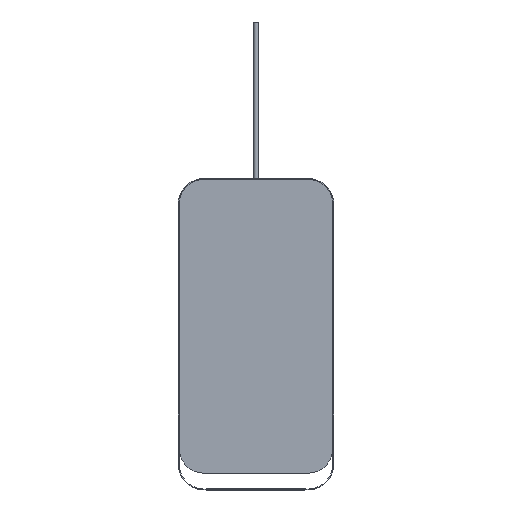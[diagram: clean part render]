
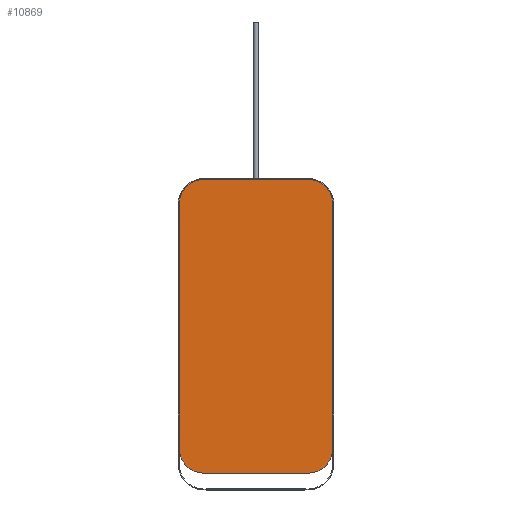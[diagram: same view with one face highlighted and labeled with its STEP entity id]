
A CAD part, front view. The second image highlights one B-rep face of the part: STEP entity #10869.
In plain terms, the highlighted planar face has unit normal (-0.002, -1, 0).
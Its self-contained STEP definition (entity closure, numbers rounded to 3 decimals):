
#75 = VERTEX_POINT ( 'NONE', #376 ) ;
#141 = CARTESIAN_POINT ( 'NONE',  ( 203.066, -232.537, 676.75 ) ) ;
#254 = LINE ( 'NONE', #141, #2187 ) ;
#376 = CARTESIAN_POINT ( 'NONE',  ( 203.066, -232.537, 625.75 ) ) ;
#390 = CARTESIAN_POINT ( 'NONE',  ( 203.066, -232.537, -157.25 ) ) ;
#490 = ORIENTED_EDGE ( 'NONE', *, *, #8454, .F. ) ;
#685 = AXIS2_PLACEMENT_3D ( 'NONE', #6687, #6998, #9351 ) ;
#876 = CARTESIAN_POINT ( 'NONE',  ( 283.066, -232.687, 625.75 ) ) ;
#970 = DIRECTION ( 'NONE',  ( -0.002, -1., 0. ) ) ;
#995 = CARTESIAN_POINT ( 'NONE',  ( 616.965, -233.313, 705.75 ) ) ;
#1171 = VERTEX_POINT ( 'NONE', #2482 ) ;
#1233 = DIRECTION ( 'NONE',  ( 1., -0.002, 0. ) ) ;
#1623 = FACE_OUTER_BOUND ( 'NONE', #4142, .T. ) ;
#1728 = VECTOR ( 'NONE', #3049, 1000. ) ;
#1930 = DIRECTION ( 'NONE',  ( 1., -0.002, 0. ) ) ;
#2187 = VECTOR ( 'NONE', #9041, 1000. ) ;
#2228 = LINE ( 'NONE', #8512, #1728 ) ;
#2456 = CARTESIAN_POINT ( 'NONE',  ( 283.066, -232.687, -157.25 ) ) ;
#2482 = CARTESIAN_POINT ( 'NONE',  ( 696.965, -233.463, 625.75 ) ) ;
#2499 = DIRECTION ( 'NONE',  ( 0., 0., -1. ) ) ;
#2618 = CIRCLE ( 'NONE', #3928, 80. ) ;
#2911 = CIRCLE ( 'NONE', #7407, 80. ) ;
#3005 = EDGE_CURVE ( 'NONE', #7232, #6790, #8350, .T. ) ;
#3049 = DIRECTION ( 'NONE',  ( 1., -0.002, 0. ) ) ;
#3640 = CARTESIAN_POINT ( 'NONE',  ( 283.066, -232.687, 705.75 ) ) ;
#3677 = ORIENTED_EDGE ( 'NONE', *, *, #3744, .F. ) ;
#3744 = EDGE_CURVE ( 'NONE', #1171, #10167, #10945, .T. ) ;
#3894 = VERTEX_POINT ( 'NONE', #995 ) ;
#3928 = AXIS2_PLACEMENT_3D ( 'NONE', #876, #9995, #1930 ) ;
#4142 = EDGE_LOOP ( 'NONE', ( #490, #9916, #11643, #10085, #5604, #10507, #3677, #8934 ) ) ;
#4170 = CARTESIAN_POINT ( 'NONE',  ( 696.965, -233.463, -157.25 ) ) ;
#4350 = EDGE_CURVE ( 'NONE', #6790, #10167, #10653, .T. ) ;
#5011 = DIRECTION ( 'NONE',  ( 0., 0., -1. ) ) ;
#5178 = EDGE_CURVE ( 'NONE', #3894, #1171, #11160, .T. ) ;
#5604 = ORIENTED_EDGE ( 'NONE', *, *, #3005, .T. ) ;
#5643 = CARTESIAN_POINT ( 'NONE',  ( 616.965, -233.313, -237.25 ) ) ;
#5747 = EDGE_CURVE ( 'NONE', #8421, #7232, #2911, .T. ) ;
#5834 = CARTESIAN_POINT ( 'NONE',  ( 283.066, -232.687, -237.25 ) ) ;
#6430 = CARTESIAN_POINT ( 'NONE',  ( 283.066, -232.687, 676.75 ) ) ;
#6687 = CARTESIAN_POINT ( 'NONE',  ( 616.965, -233.313, -157.25 ) ) ;
#6790 = VERTEX_POINT ( 'NONE', #5643 ) ;
#6947 = CARTESIAN_POINT ( 'NONE',  ( 616.965, -233.313, 625.75 ) ) ;
#6998 = DIRECTION ( 'NONE',  ( -0.002, -1., 0. ) ) ;
#7014 = PLANE ( 'NONE',  #8018 ) ;
#7232 = VERTEX_POINT ( 'NONE', #5834 ) ;
#7338 = CARTESIAN_POINT ( 'NONE',  ( 283.066, -232.687, -237.25 ) ) ;
#7373 = DIRECTION ( 'NONE',  ( -1., 0.002, 0. ) ) ;
#7407 = AXIS2_PLACEMENT_3D ( 'NONE', #2456, #7804, #8865 ) ;
#7653 = EDGE_CURVE ( 'NONE', #7678, #75, #2618, .T. ) ;
#7678 = VERTEX_POINT ( 'NONE', #3640 ) ;
#7804 = DIRECTION ( 'NONE',  ( -0.002, -1., 0. ) ) ;
#8018 = AXIS2_PLACEMENT_3D ( 'NONE', #6430, #970, #7373 ) ;
#8350 = LINE ( 'NONE', #7338, #9511 ) ;
#8421 = VERTEX_POINT ( 'NONE', #390 ) ;
#8454 = EDGE_CURVE ( 'NONE', #7678, #3894, #2228, .T. ) ;
#8512 = CARTESIAN_POINT ( 'NONE',  ( 450.015, -233., 705.75 ) ) ;
#8865 = DIRECTION ( 'NONE',  ( 1., -0.002, 0. ) ) ;
#8934 = ORIENTED_EDGE ( 'NONE', *, *, #5178, .F. ) ;
#9041 = DIRECTION ( 'NONE',  ( 0., 0., -1. ) ) ;
#9351 = DIRECTION ( 'NONE',  ( -1., 0.002, 0. ) ) ;
#9456 = VECTOR ( 'NONE', #5011, 1000. ) ;
#9511 = VECTOR ( 'NONE', #1233, 1000. ) ;
#9916 = ORIENTED_EDGE ( 'NONE', *, *, #7653, .T. ) ;
#9995 = DIRECTION ( 'NONE',  ( -0.002, -1., 0. ) ) ;
#10085 = ORIENTED_EDGE ( 'NONE', *, *, #5747, .T. ) ;
#10167 = VERTEX_POINT ( 'NONE', #4170 ) ;
#10404 = AXIS2_PLACEMENT_3D ( 'NONE', #6947, #10556, #2499 ) ;
#10507 = ORIENTED_EDGE ( 'NONE', *, *, #4350, .T. ) ;
#10556 = DIRECTION ( 'NONE',  ( 0.002, 1., 0. ) ) ;
#10653 = CIRCLE ( 'NONE', #685, 80. ) ;
#10869 = ADVANCED_FACE ( 'NONE', ( #1623 ), #7014, .T. ) ;
#10916 = EDGE_CURVE ( 'NONE', #75, #8421, #254, .T. ) ;
#10945 = LINE ( 'NONE', #11231, #9456 ) ;
#11160 = CIRCLE ( 'NONE', #10404, 80. ) ;
#11231 = CARTESIAN_POINT ( 'NONE',  ( 696.965, -233.463, 651.25 ) ) ;
#11643 = ORIENTED_EDGE ( 'NONE', *, *, #10916, .T. ) ;
